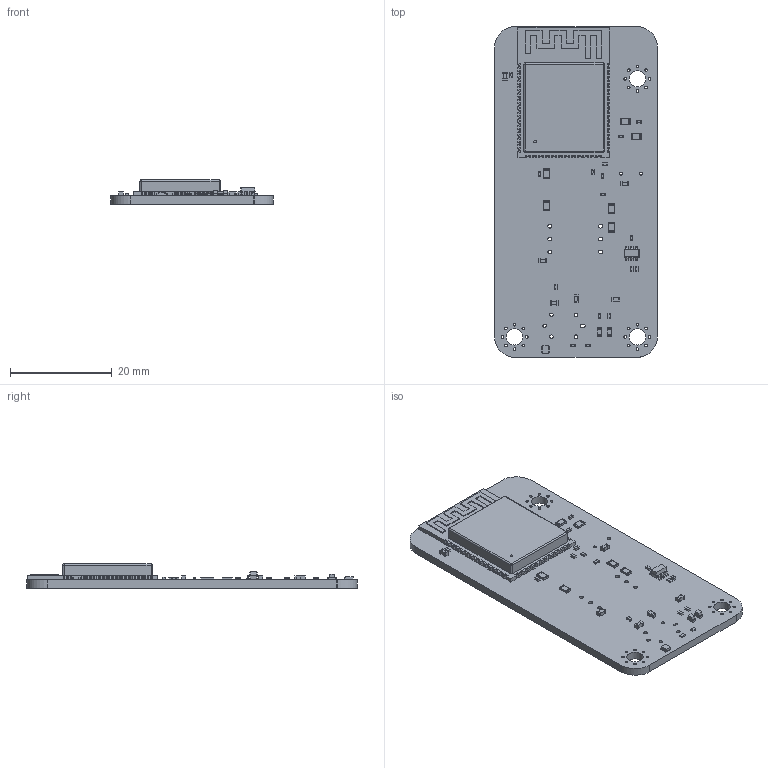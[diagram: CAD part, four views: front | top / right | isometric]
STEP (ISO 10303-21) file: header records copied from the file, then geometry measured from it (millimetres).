
FILE_DESCRIPTION(('KiCad electronic assembly'),'2;1');
FILE_NAME('esp32_battery_pressure_sensor.step','2025-02-19T22:41:41',( 'Pcbnew'),('Kicad'),'Open CASCADE STEP processor 7.8', 'KiCad to STEP converter','Unknown');
FILE_SCHEMA(('AUTOMOTIVE_DESIGN { 1 0 10303 214 1 1 1 1 }'));
Length unit declared in the file: millimetre
Products named in the file (18): esp32_battery_pressure_sensor 1; R_0402_1005Metric; R_0805_2012Metric; SOT-23-6; SOT_23_6; C_0402_1005Metric; C_0603_1608Metric; SOT-666; SOT_666; ESP32-S3-WROOM-1; LED_0603_1608Metric; esp32_battery_pressure_sensor_PCB
Assembly tree (42 placements, depth 3):
  esp32_battery_pressure_sensor 1
    R_0402_1005Metric  x9
      R_0402_1005Metric
    R_0805_2012Metric  x6
      R_0805_2012Metric
    SOT-23-6
      SOT_23_6
    C_0402_1005Metric  x7
      C_0402_1005Metric
    C_0603_1608Metric  x6
      C_0603_1608Metric
    SOT-666
      SOT_666
    ESP32-S3-WROOM-1
      ESP32-S3-WROOM-1
    LED_0603_1608Metric  x2
      LED_0603_1608Metric
    esp32_battery_pressure_sensor_PCB
Bounding box: 32 x 65 x 4.75 mm (x, y, z)
Volume: 4283.8 mm3; surface area: 6697.1 mm2
Topology: 85 solids, 85 shells, 2369 faces, 5843 edges, 3678 vertices
Faces by surface type: plane 1858, cylinder 463, bspline 44, sphere 4
Full cylindrical faces by diameter (mm): 0.2 x12, 0.5 x25, 0.6 x2, 0.66 x1, 0.7 x4, 0.762 x6, 3.2 x3
Entity records: 59506 total; most frequent: CARTESIAN_POINT 8466, ORIENTED_EDGE 8060, DIRECTION 7760, EDGE_CURVE 4030, LINE 3540, VECTOR 3540, VERTEX_POINT 2492, AXIS2_PLACEMENT_3D 2110
